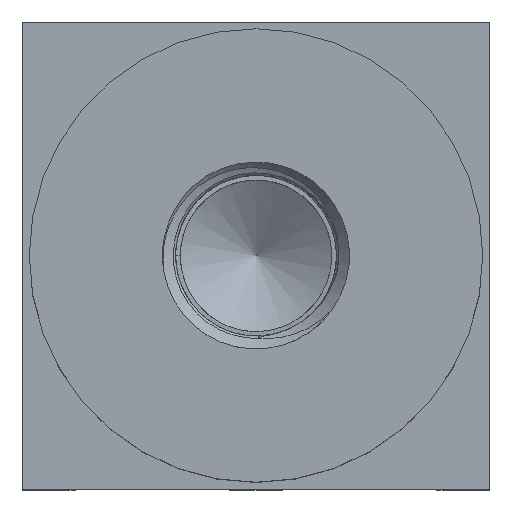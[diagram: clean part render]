
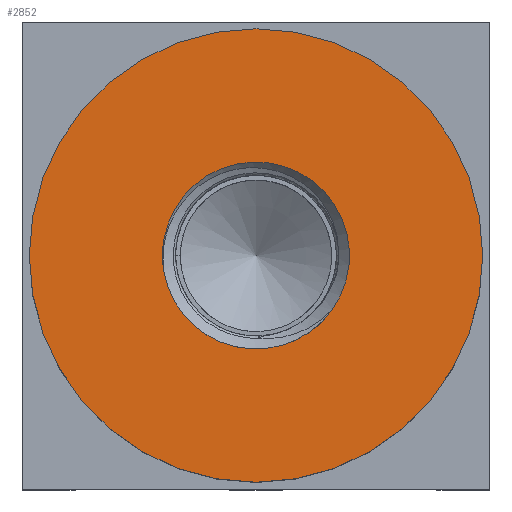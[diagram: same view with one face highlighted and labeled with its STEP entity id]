
A CAD part, top view. The second image highlights one B-rep face of the part: STEP entity #2852.
In plain terms, the highlighted planar face has unit normal (0, 0, 1).
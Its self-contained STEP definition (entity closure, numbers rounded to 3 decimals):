
#35=FACE_BOUND('',#370,.T.);
#38=PLANE('',#3034);
#196=FACE_OUTER_BOUND('',#369,.T.);
#369=EDGE_LOOP('',(#2129));
#370=EDGE_LOOP('',(#2130,#2131));
#527=CIRCLE('',#3023,2.);
#528=CIRCLE('',#3029,2.);
#530=CIRCLE('',#3033,4.85);
#1325=VERTEX_POINT('',#3916);
#1326=VERTEX_POINT('',#3921);
#1437=VERTEX_POINT('',#4515);
#1590=EDGE_CURVE('',#1326,#1325,#527,.T.);
#1606=EDGE_CURVE('',#1325,#1326,#528,.T.);
#1708=EDGE_CURVE('',#1437,#1437,#530,.T.);
#2129=ORIENTED_EDGE('',*,*,#1708,.F.);
#2130=ORIENTED_EDGE('',*,*,#1590,.T.);
#2131=ORIENTED_EDGE('',*,*,#1606,.T.);
#2852=ADVANCED_FACE('',(#196,#35),#38,.F.);
#3023=AXIS2_PLACEMENT_3D('',#3922,#3194,#3195);
#3029=AXIS2_PLACEMENT_3D('',#4262,#3211,#3212);
#3033=AXIS2_PLACEMENT_3D('',#4517,#3316,#3317);
#3034=AXIS2_PLACEMENT_3D('',#4518,#3318,#3319);
#3194=DIRECTION('center_axis',(0.,0.,-1.));
#3195=DIRECTION('ref_axis',(1.,0.,0.));
#3211=DIRECTION('center_axis',(0.,0.,-1.));
#3212=DIRECTION('ref_axis',(1.,0.,0.));
#3316=DIRECTION('center_axis',(0.,0.,-1.));
#3317=DIRECTION('ref_axis',(1.,0.,0.));
#3318=DIRECTION('center_axis',(0.,0.,-1.));
#3319=DIRECTION('ref_axis',(-1.,0.,0.));
#3916=CARTESIAN_POINT('',(-1.966,-0.365,7.));
#3921=CARTESIAN_POINT('',(1.629,-1.16,7.));
#3922=CARTESIAN_POINT('Origin',(0.,0.,7.));
#4262=CARTESIAN_POINT('Origin',(0.,0.,7.));
#4515=CARTESIAN_POINT('',(4.85,0.,7.));
#4517=CARTESIAN_POINT('Origin',(0.,0.,7.));
#4518=CARTESIAN_POINT('Origin',(0.,0.,7.));
